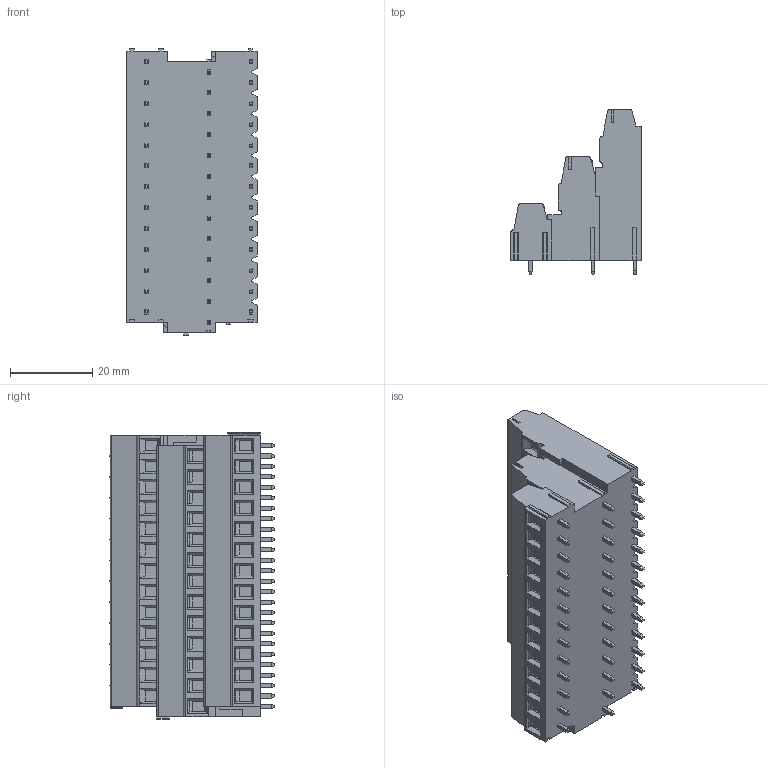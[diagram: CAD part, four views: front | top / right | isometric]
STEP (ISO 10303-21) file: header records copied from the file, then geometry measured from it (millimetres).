
FILE_DESCRIPTION((''),'2;1');
FILE_NAME('3L','2025-02-28T',('yanfa'),(''),'PRO/ENGINEER BY PARAMETRIC TECHNOLOGY CORPORATION, 2009280','PRO/ENGINEER BY PARAMETRIC TECHNOLOGY CORPORATION, 2009280','');
FILE_SCHEMA(('AUTOMOTIVE_DESIGN_CC2 { 1 2 10303 214 -1 1 5 2 }'));
Length unit declared in the file: millimetre
Products named in the file (1): 3L
Bounding box: 31.8 x 40.3 x 69.78 mm (x, y, z)
Volume: 46096.5 mm3; surface area: 15025.5 mm2
Topology: 1 solids, 1 shells, 1943 faces, 4809 edges, 2986 vertices
Faces by surface type: plane 1256, cylinder 403, cone 156, torus 78, sphere 50
Entity records: 57267 total; most frequent: CARTESIAN_POINT 11168, ORIENTED_EDGE 9570, DIRECTION 9447, EDGE_CURVE 4785, VECTOR 3437, LINE 3437, AXIS2_PLACEMENT_3D 3005, VERTEX_POINT 2986
